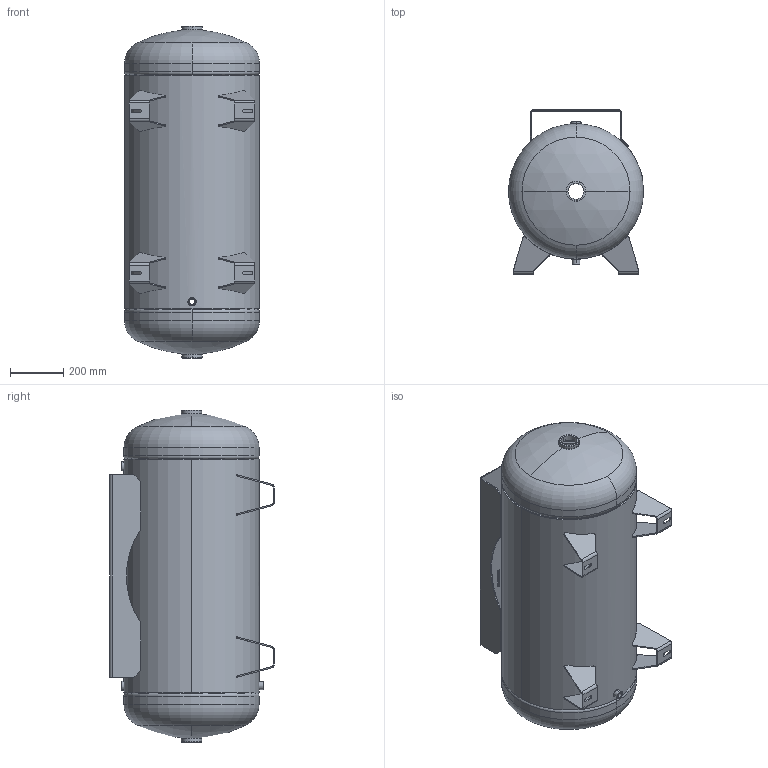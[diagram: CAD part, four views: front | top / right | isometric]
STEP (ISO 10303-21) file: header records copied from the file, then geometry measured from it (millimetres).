
FILE_DESCRIPTION (( 'STEP AP214' ), '1' );
FILE_NAME ('302475.STEP', '2024-03-20T23:28:39', ( '' ), ( '' ), 'SwSTEP 2.0', 'SolidWorks 2022', '' );
FILE_SCHEMA (( 'AUTOMOTIVE_DESIGN' ));
Length unit declared in the file: inch
Products named in the file (12): PHOENIX FLAT FLANGE_0750; 302475-SL; HEAD_20X235JOG; PHOENIX FLAT FLANGE_2000O-RING; CPLG_0750H3K; PHOENIX FLAT FLANGE_0250P391; CPLG_0500H3K; 302475; A55178; A55916; NP-HOR_20
Assembly tree (16 placements, depth 2):
  302475
    302475-SL
    HEAD_20X235JOG
    HEAD_20X235JOG
    PHOENIX FLAT FLANGE_2000O-RING  x2
    CPLG_0750H3K  x2
    PHOENIX FLAT FLANGE_0750
    CPLG_0500H3K
    PHOENIX FLAT FLANGE_0250P391
    A55178  x4
    A55916
    NP-HOR_20
Bounding box: 508 x 618.35 x 1248.56 mm (x, y, z)
Volume: 14470768.4 mm3; surface area: 5338018.7 mm2
Topology: 16 solids, 16 shells, 429 faces, 1005 edges, 614 vertices
Faces by surface type: plane 164, cylinder 163, torus 72, bspline 22, sphere 8
Full cylindrical faces by diameter (mm): 496.468 x1, 508 x1
Entity records: 14341 total; most frequent: CARTESIAN_POINT 6857, DIRECTION 1539, ORIENTED_EDGE 1374, EDGE_CURVE 687, AXIS2_PLACEMENT_3D 634, VERTEX_POINT 422, EDGE_LOOP 351, CIRCLE 346
